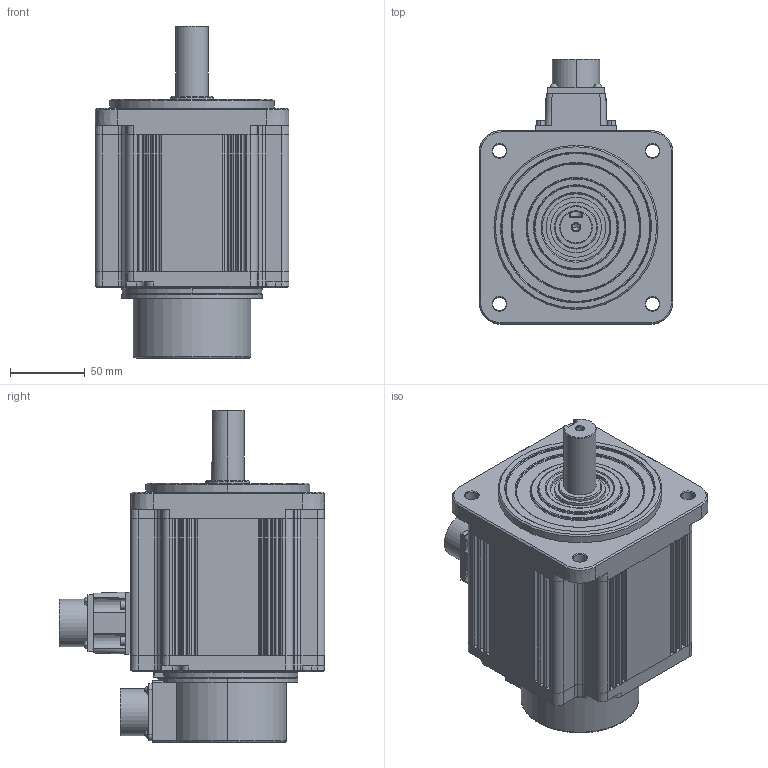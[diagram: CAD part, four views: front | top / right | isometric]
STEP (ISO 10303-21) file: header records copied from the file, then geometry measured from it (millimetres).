
FILE_DESCRIPTION (( 'STEP AP214' ), '1' );
FILE_NAME ('SV2M-x15N fxt.STEP', '2022-10-05T13:34:56', ( '' ), ( '' ), 'SwSTEP 2.0', 'SolidWorks 2021', '' );
FILE_SCHEMA (( 'AUTOMOTIVE_DESIGN' ));
Length unit declared in the file: inch
Products named in the file (1): SV2M-x15N fxt
Bounding box: 130 x 177.75 x 222.5 mm (x, y, z)
Volume: 2195447.6 mm3; surface area: 146352.5 mm2
Topology: 2 solids, 2 shells, 627 faces, 1535 edges, 935 vertices
Faces by surface type: plane 286, cylinder 182, cone 108, bspline 43, torus 8
Entity records: 20902 total; most frequent: CARTESIAN_POINT 6116, DIRECTION 3168, ORIENTED_EDGE 3058, EDGE_CURVE 1529, AXIS2_PLACEMENT_3D 1164, VERTEX_POINT 935, LINE 840, VECTOR 840
